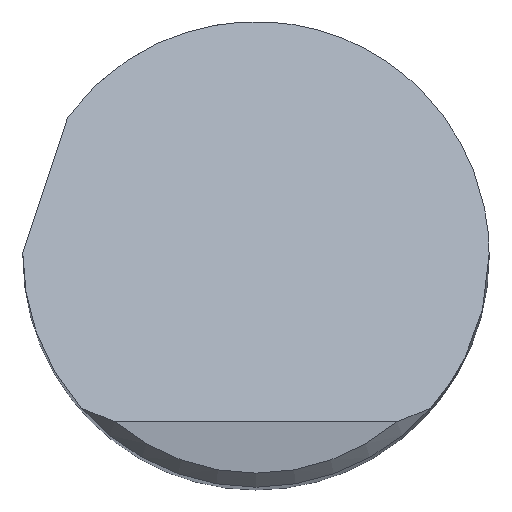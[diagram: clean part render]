
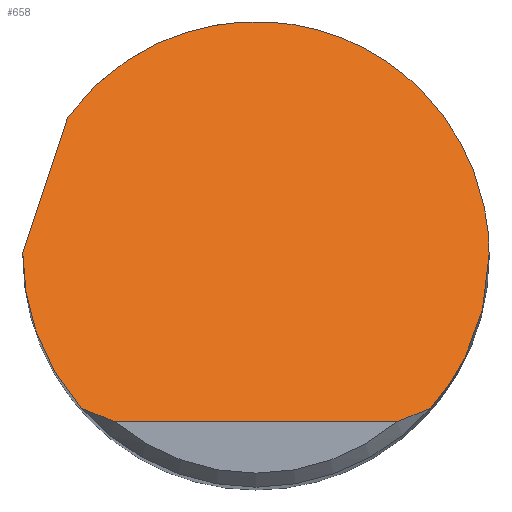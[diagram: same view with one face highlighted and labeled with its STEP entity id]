
A CAD part, top view. The second image highlights one B-rep face of the part: STEP entity #658.
In plain terms, the highlighted planar face has unit normal (0, 0.707, 0.707).
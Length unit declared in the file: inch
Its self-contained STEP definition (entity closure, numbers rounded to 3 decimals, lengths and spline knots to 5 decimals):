
#6 = LINE ( 'NONE', #631, #296 ) ;
#21 = CARTESIAN_POINT ( 'NONE',  ( -0.18782, -0.165, 2.485 ) ) ;
#22 = CARTESIAN_POINT ( 'NONE',  ( -0.25, -0.06141, 2.38141 ) ) ;
#25 = CARTESIAN_POINT ( 'NONE',  ( 0.16367, -0.17542, 2.49542 ) ) ;
#55 = EDGE_LOOP ( 'NONE', ( #116, #800, #250, #495, #520, #502, #190, #132 ) ) ;
#59 = EDGE_CURVE ( 'NONE', #237, #511, #425, .T. ) ;
#73 = PLANE ( 'NONE',  #114 ) ;
#79 = CARTESIAN_POINT ( 'NONE',  ( -0.25, 0., 2.32 ) ) ;
#83 = CARTESIAN_POINT ( 'NONE',  ( 0.25, 0., 2.32 ) ) ;
#94 = CARTESIAN_POINT ( 'NONE',  ( 0.15108, -0.18, 2.5 ) ) ;
#103 =( BOUNDED_CURVE ( )  B_SPLINE_CURVE ( 3, ( #79, #591, #533, #597 ),
 .UNSPECIFIED., .F., .F. ) 
 B_SPLINE_CURVE_WITH_KNOTS ( ( 4, 4 ),
 ( 4.71239, 4.72039 ),
 .UNSPECIFIED. ) 
 CURVE ( )  GEOMETRIC_REPRESENTATION_ITEM ( )  RATIONAL_B_SPLINE_CURVE ( ( 1., 1., 1., 1. ) ) 
 REPRESENTATION_ITEM ( '' )  );
#113 = EDGE_CURVE ( 'NONE', #386, #411, #346, .T. ) ;
#114 = AXIS2_PLACEMENT_3D ( 'NONE', #446, #646, #588 ) ;
#116 = ORIENTED_EDGE ( 'NONE', *, *, #571, .T. ) ;
#132 = ORIENTED_EDGE ( 'NONE', *, *, #59, .T. ) ;
#178 = CARTESIAN_POINT ( 'NONE',  ( -0.02903, 0.38443, 1.93557 ) ) ;
#190 = ORIENTED_EDGE ( 'NONE', *, *, #322, .F. ) ;
#194 = CARTESIAN_POINT ( 'NONE',  ( -0.25, 0., 2.32 ) ) ;
#198 = CARTESIAN_POINT ( 'NONE',  ( -0.22834, -0.11887, 2.43887 ) ) ;
#208 = CARTESIAN_POINT ( 'NONE',  ( -0.18782, -0.165, 2.485 ) ) ;
#226 = CARTESIAN_POINT ( 'NONE',  ( 0.18782, -0.165, 2.485 ) ) ;
#237 = VERTEX_POINT ( 'NONE', #643 ) ;
#238 =( BOUNDED_CURVE ( )  B_SPLINE_CURVE ( 3, ( #208, #198, #22, #194 ),
 .UNSPECIFIED., .F., .F. ) 
 B_SPLINE_CURVE_WITH_KNOTS ( ( 4, 4 ),
 ( 3.99157, 4.71239 ),
 .UNSPECIFIED. ) 
 CURVE ( )  GEOMETRIC_REPRESENTATION_ITEM ( )  RATIONAL_B_SPLINE_CURVE ( ( 1., 0.957, 0.957, 1. ) ) 
 REPRESENTATION_ITEM ( '' )  );
#250 = ORIENTED_EDGE ( 'NONE', *, *, #684, .F. ) ;
#296 = VECTOR ( 'NONE', #522, 39.37008 ) ;
#297 = LINE ( 'NONE', #745, #736 ) ;
#305 = VERTEX_POINT ( 'NONE', #391 ) ;
#310 = CARTESIAN_POINT ( 'NONE',  ( 0.18782, -0.165, 2.485 ) ) ;
#316 = CARTESIAN_POINT ( 'NONE',  ( -0.16367, -0.17542, 2.49542 ) ) ;
#320 = VERTEX_POINT ( 'NONE', #83 ) ;
#322 = EDGE_CURVE ( 'NONE', #237, #821, #238, .T. ) ;
#335 = CARTESIAN_POINT ( 'NONE',  ( 0.25, 0., 2.32 ) ) ;
#346 = B_SPLINE_CURVE_WITH_KNOTS ( 'NONE', 3,
 ( #609, #25, #657, #348 ),
 .UNSPECIFIED., .F., .F.,
 ( 4, 4 ),
 ( 0., 0.00108 ),
 .UNSPECIFIED. ) ;
#348 = CARTESIAN_POINT ( 'NONE',  ( 0.18782, -0.165, 2.485 ) ) ;
#373 = CARTESIAN_POINT ( 'NONE',  ( 0.22834, -0.11887, 2.43887 ) ) ;
#386 = VERTEX_POINT ( 'NONE', #94 ) ;
#389 = FACE_OUTER_BOUND ( 'NONE', #55, .T. ) ;
#391 = CARTESIAN_POINT ( 'NONE',  ( -0.20198, 0.14732, 2.17268 ) ) ;
#411 = VERTEX_POINT ( 'NONE', #226 ) ;
#417 = EDGE_CURVE ( 'NONE', #726, #305, #297, .T. ) ;
#418 =( BOUNDED_CURVE ( )  B_SPLINE_CURVE ( 3, ( #577, #178, #455, #335 ),
 .UNSPECIFIED., .F., .F. ) 
 B_SPLINE_CURVE_WITH_KNOTS ( ( 4, 4 ),
 ( 5.34257, 7.85398 ),
 .UNSPECIFIED. ) 
 CURVE ( )  GEOMETRIC_REPRESENTATION_ITEM ( )  RATIONAL_B_SPLINE_CURVE ( ( 1., 0.54, 0.54, 1. ) ) 
 REPRESENTATION_ITEM ( '' )  );
#425 = B_SPLINE_CURVE_WITH_KNOTS ( 'NONE', 3,
 ( #21, #719, #316, #581 ),
 .UNSPECIFIED., .F., .F.,
 ( 4, 4 ),
 ( 0., 0.00108 ),
 .UNSPECIFIED. ) ;
#443 = CARTESIAN_POINT ( 'NONE',  ( 0.25, 0., 2.32 ) ) ;
#445 = EDGE_CURVE ( 'NONE', #305, #320, #418, .T. ) ;
#446 = CARTESIAN_POINT ( 'NONE',  ( -0.25, -0.18, 2.5 ) ) ;
#455 = CARTESIAN_POINT ( 'NONE',  ( 0.25, 0.29348, 2.02652 ) ) ;
#495 = ORIENTED_EDGE ( 'NONE', *, *, #445, .F. ) ;
#502 = ORIENTED_EDGE ( 'NONE', *, *, #709, .F. ) ;
#504 =( BOUNDED_CURVE ( )  B_SPLINE_CURVE ( 3, ( #443, #688, #373, #310 ),
 .UNSPECIFIED., .F., .F. ) 
 B_SPLINE_CURVE_WITH_KNOTS ( ( 4, 4 ),
 ( 1.5708, 2.29162 ),
 .UNSPECIFIED. ) 
 CURVE ( )  GEOMETRIC_REPRESENTATION_ITEM ( )  RATIONAL_B_SPLINE_CURVE ( ( 1., 0.957, 0.957, 1. ) ) 
 REPRESENTATION_ITEM ( '' )  );
#511 = VERTEX_POINT ( 'NONE', #629 ) ;
#520 = ORIENTED_EDGE ( 'NONE', *, *, #417, .F. ) ;
#522 = DIRECTION ( 'NONE',  ( 1., 0., 0. ) ) ;
#533 = CARTESIAN_POINT ( 'NONE',  ( -0.25, 0.00133, 2.31867 ) ) ;
#564 = DIRECTION ( 'NONE',  ( 0.227, 0.689, -0.689 ) ) ;
#571 = EDGE_CURVE ( 'NONE', #511, #386, #6, .T. ) ;
#577 = CARTESIAN_POINT ( 'NONE',  ( -0.20198, 0.14732, 2.17268 ) ) ;
#581 = CARTESIAN_POINT ( 'NONE',  ( -0.15108, -0.18, 2.5 ) ) ;
#588 = DIRECTION ( 'NONE',  ( 0., 0.707, -0.707 ) ) ;
#591 = CARTESIAN_POINT ( 'NONE',  ( -0.25, 0.00067, 2.31933 ) ) ;
#597 = CARTESIAN_POINT ( 'NONE',  ( -0.24999, 0.002, 2.318 ) ) ;
#608 = CARTESIAN_POINT ( 'NONE',  ( -0.24999, 0.002, 2.318 ) ) ;
#609 = CARTESIAN_POINT ( 'NONE',  ( 0.15108, -0.18, 2.5 ) ) ;
#616 = CARTESIAN_POINT ( 'NONE',  ( -0.25, 0., 2.32 ) ) ;
#629 = CARTESIAN_POINT ( 'NONE',  ( -0.15108, -0.18, 2.5 ) ) ;
#631 = CARTESIAN_POINT ( 'NONE',  ( 0., -0.18, 2.5 ) ) ;
#643 = CARTESIAN_POINT ( 'NONE',  ( -0.18782, -0.165, 2.485 ) ) ;
#646 = DIRECTION ( 'NONE',  ( 0., -0.707, -0.707 ) ) ;
#657 = CARTESIAN_POINT ( 'NONE',  ( 0.17589, -0.1704, 2.4904 ) ) ;
#658 = ADVANCED_FACE ( 'NONE', ( #389 ), #73, .F. ) ;
#684 = EDGE_CURVE ( 'NONE', #320, #411, #504, .T. ) ;
#688 = CARTESIAN_POINT ( 'NONE',  ( 0.25, -0.06141, 2.38141 ) ) ;
#709 = EDGE_CURVE ( 'NONE', #821, #726, #103, .T. ) ;
#719 = CARTESIAN_POINT ( 'NONE',  ( -0.17589, -0.1704, 2.4904 ) ) ;
#726 = VERTEX_POINT ( 'NONE', #608 ) ;
#736 = VECTOR ( 'NONE', #564, 39.37008 ) ;
#745 = CARTESIAN_POINT ( 'NONE',  ( -0.30701, -0.17058, 2.49058 ) ) ;
#800 = ORIENTED_EDGE ( 'NONE', *, *, #113, .T. ) ;
#821 = VERTEX_POINT ( 'NONE', #616 ) ;
